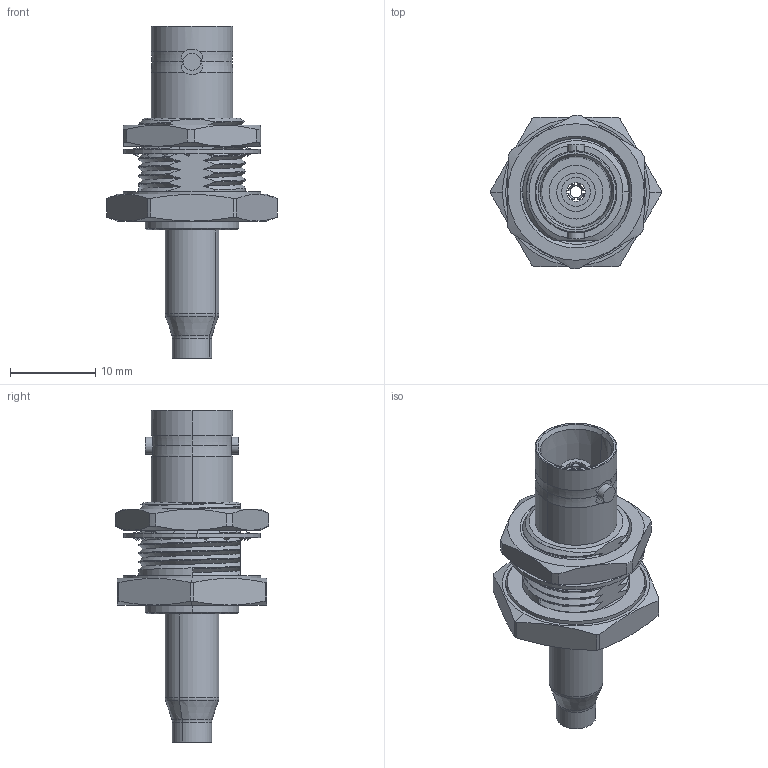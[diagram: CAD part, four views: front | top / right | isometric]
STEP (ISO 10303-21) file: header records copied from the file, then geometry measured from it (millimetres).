
FILE_DESCRIPTION (( 'STEP AP214' ), '1' );
FILE_NAME ('10-260-A3-AD.STEP', '2023-08-04T08:59:45', ( '' ), ( '' ), 'SwSTEP 2.0', 'SolidWorks 2023', '' );
FILE_SCHEMA (( 'AUTOMOTIVE_DESIGN' ));
Length unit declared in the file: millimetre
Products named in the file (1): 10-260-A3-AD
Bounding box: 20 x 18 x 38.9 mm (x, y, z)
Surface area: 3132 mm2 (no closed solid volume)
Topology: 0 solids, 9 shells, 253 faces, 811 edges, 541 vertices
Faces by surface type: cylinder 71, plane 70, bspline 64, cone 38, torus 10
Entity records: 15213 total; most frequent: CARTESIAN_POINT 8788, ORIENTED_EDGE 1379, DIRECTION 1143, EDGE_CURVE 811, VERTEX_POINT 541, AXIS2_PLACEMENT_3D 394, VECTOR 355, LINE 355
